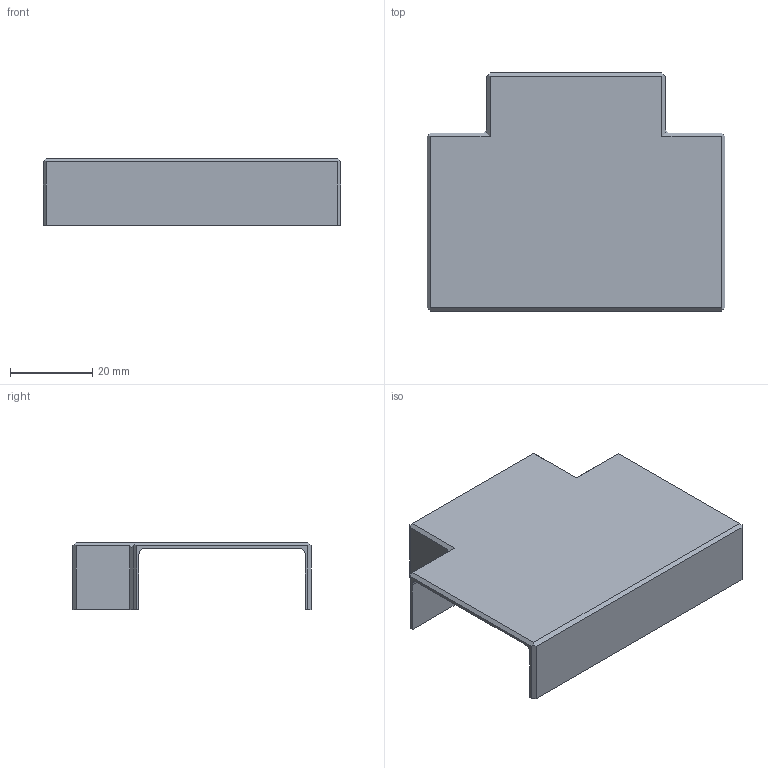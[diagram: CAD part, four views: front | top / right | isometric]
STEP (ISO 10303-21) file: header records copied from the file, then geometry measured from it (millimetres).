
FILE_DESCRIPTION(('CATIA V5 STEP Exchange','CAx-IF Rec.Pracs.--- Model Styling and Organization---1.4--- 2014-01-23'),'2;1');
FILE_NAME('638154_D004592_A-MOD-5_.stp','2020-01-03T10:09:04+00:00',('none'),('none'),'CATIA Version 5-6 Release 2017 SP3','CATIA V5 STEP AP214','none');
FILE_SCHEMA(('AUTOMOTIVE_DESIGN { 1 0 10303 214 1 1 1 1 }'));
Length unit declared in the file: millimetre
Products named in the file (1): D004592_A-MOD-5
Bounding box: 72.6 x 58.04 x 16.4 mm (x, y, z)
Volume: 8074.9 mm3; surface area: 11793.5 mm2
Topology: 1 solids, 1 shells, 43 faces, 119 edges, 78 vertices
Faces by surface type: plane 36, cylinder 7
Entity records: 1341 total; most frequent: CARTESIAN_POINT 283, ORIENTED_EDGE 238, DIRECTION 170, EDGE_CURVE 119, VECTOR 84, LINE 84, VERTEX_POINT 78, AXIS2_PLACEMENT_3D 47
